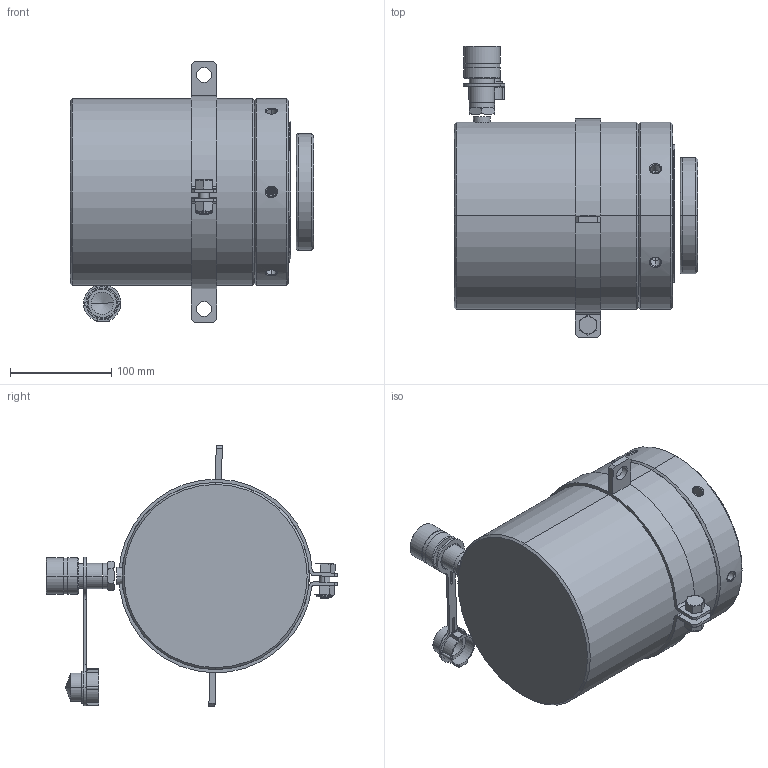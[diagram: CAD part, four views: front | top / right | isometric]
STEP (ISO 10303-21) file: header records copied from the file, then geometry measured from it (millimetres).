
FILE_DESCRIPTION (( 'STEP AP214' ), '1' );
FILE_NAME ('HFG1004.STEP', '2016-02-29T08:55:08', ( '' ), ( '' ), 'SwSTEP 2.0', 'SolidWorks 2016', '' );
FILE_SCHEMA (( 'AUTOMOTIVE_DESIGN' ));
Length unit declared in the file: millimetre
Products named in the file (1): HFG1004
Bounding box: 241 x 287.93 x 257.37 mm (x, y, z)
Surface area: 353518.9 mm2 (no closed solid volume)
Topology: 0 solids, 17 shells, 373 faces, 986 edges, 636 vertices
Faces by surface type: cylinder 186, plane 93, cone 81, torus 8, bspline 3, sphere 2
Entity records: 18544 total; most frequent: CARTESIAN_POINT 5805, DIRECTION 1767, ORIENTED_EDGE 1750, EDGE_CURVE 976, AXIS2_PLACEMENT_3D 681, VERTEX_POINT 636, EDGE_LOOP 417, LINE 405
